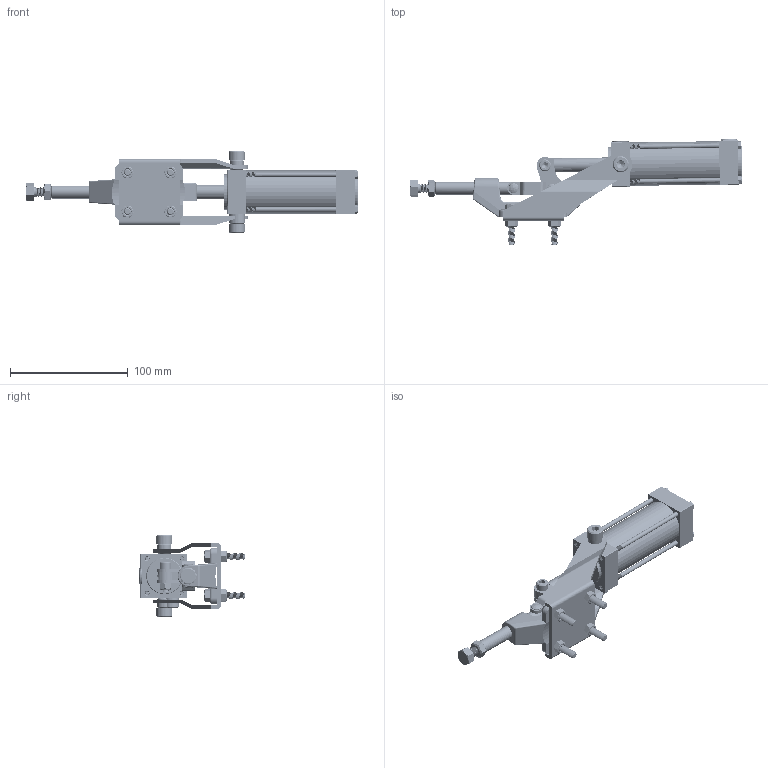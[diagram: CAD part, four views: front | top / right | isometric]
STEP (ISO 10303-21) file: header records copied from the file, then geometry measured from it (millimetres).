
FILE_DESCRIPTION (( 'STEP AP203' ), '1' );
FILE_NAME ('CH-36003-A.STEP', '2017-12-07T11:43:23', ( 'Windows' ), ( 'Microsoft' ), 'SwSTEP 2.0', 'SolidWorks 2015', '' );
FILE_SCHEMA (( 'CONFIG_CONTROL_DESIGN' ));
Length unit declared in the file: millimetre
Products named in the file (21): 18RIVET; Air cylinder-1; CH-36003-A-03; Air cylinder-2; CH-SA-085012; CH-36003-A-01; Air cylinder-3; M8; CH-36003-01; CH-30003-A-04; M6-25; CH-36003-02; 錨璃2; M6; CH-36003-03; CH-36003-A; M6NUT; CH-36003-A-02; M6-19; 12RIVET; M8-16
Assembly tree (34 placements, depth 2):
  CH-36003-A
    CH-36003-A-01
    CH-36003-01
    CH-36003-02
    CH-36003-03
    CH-36003-A-02
    12RIVET
    18RIVET  x2
    CH-36003-A-03  x2
    CH-SA-085012
    M8
    M6-25  x4
    M6  x4
    M6NUT
    M6-19
    M8-16  x3
    Air cylinder-1
    Air cylinder-2
    Air cylinder-3  x4
    CH-30003-A-04
    錨璃2  x2
Bounding box: 282.52 x 89.88 x 70 mm (x, y, z)
Volume: 216376.3 mm3; surface area: 93159.4 mm2
Topology: 36 solids, 36 shells, 2224 faces, 6030 edges, 3930 vertices
Faces by surface type: cylinder 1181, plane 551, bspline 270, cone 172, torus 42, sphere 8
Entity records: 85175 total; most frequent: CARTESIAN_POINT 48311, ORIENTED_EDGE 8440, DIRECTION 5626, EDGE_CURVE 4220, VERTEX_POINT 2764, LINE 1880, VECTOR 1880, AXIS2_PLACEMENT_3D 1873
